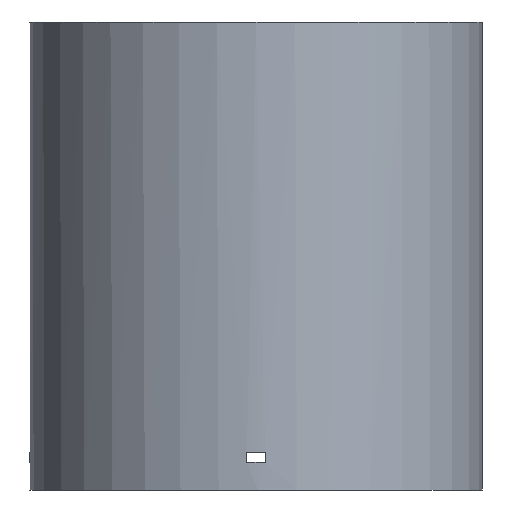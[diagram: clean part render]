
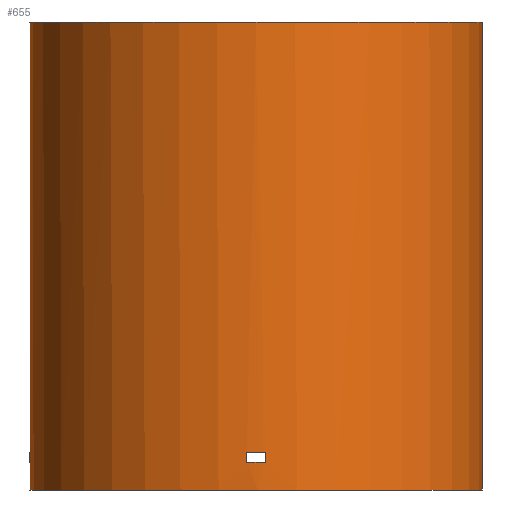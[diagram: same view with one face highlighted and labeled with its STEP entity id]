
A CAD part, front view. The second image highlights one B-rep face of the part: STEP entity #655.
In plain terms, the highlighted cylindrical face has radius 90 mm (diameter 180 mm), a full revolution.
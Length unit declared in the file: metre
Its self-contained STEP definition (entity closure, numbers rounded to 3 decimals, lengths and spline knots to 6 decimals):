
#13=LINE('',#1043,#53);
#14=LINE('',#1048,#54);
#15=LINE('',#1051,#55);
#16=LINE('',#1056,#56);
#17=LINE('',#1059,#57);
#18=LINE('',#1064,#58);
#19=LINE('',#1067,#59);
#20=LINE('',#1072,#60);
#21=LINE('',#1078,#61);
#22=LINE('',#1082,#62);
#53=VECTOR('',#853,1.);
#54=VECTOR('',#856,1.);
#55=VECTOR('',#859,1.);
#56=VECTOR('',#862,1.);
#57=VECTOR('',#865,1.);
#58=VECTOR('',#868,1.);
#59=VECTOR('',#871,1.);
#60=VECTOR('',#874,1.);
#61=VECTOR('',#879,1.);
#62=VECTOR('',#882,1.);
#148=ORIENTED_EDGE('',*,*,#307,.F.);
#149=ORIENTED_EDGE('',*,*,#308,.F.);
#150=ORIENTED_EDGE('',*,*,#309,.T.);
#151=ORIENTED_EDGE('',*,*,#310,.T.);
#152=ORIENTED_EDGE('',*,*,#311,.T.);
#153=ORIENTED_EDGE('',*,*,#312,.T.);
#154=ORIENTED_EDGE('',*,*,#313,.F.);
#155=ORIENTED_EDGE('',*,*,#314,.F.);
#156=ORIENTED_EDGE('',*,*,#315,.F.);
#157=ORIENTED_EDGE('',*,*,#316,.F.);
#158=ORIENTED_EDGE('',*,*,#317,.T.);
#159=ORIENTED_EDGE('',*,*,#318,.T.);
#160=ORIENTED_EDGE('',*,*,#319,.F.);
#161=ORIENTED_EDGE('',*,*,#320,.F.);
#162=ORIENTED_EDGE('',*,*,#321,.T.);
#163=ORIENTED_EDGE('',*,*,#322,.T.);
#164=ORIENTED_EDGE('',*,*,#323,.F.);
#165=ORIENTED_EDGE('',*,*,#324,.T.);
#166=ORIENTED_EDGE('',*,*,#325,.T.);
#167=ORIENTED_EDGE('',*,*,#326,.F.);
#168=ORIENTED_EDGE('',*,*,#293,.F.);
#293=EDGE_CURVE('',#376,#376,#439,.T.);
#307=EDGE_CURVE('',#390,#391,#13,.T.);
#308=EDGE_CURVE('',#392,#390,#453,.T.);
#309=EDGE_CURVE('',#392,#393,#14,.T.);
#310=EDGE_CURVE('',#393,#391,#454,.T.);
#311=EDGE_CURVE('',#394,#395,#15,.T.);
#312=EDGE_CURVE('',#395,#396,#455,.T.);
#313=EDGE_CURVE('',#397,#396,#16,.T.);
#314=EDGE_CURVE('',#394,#397,#456,.T.);
#315=EDGE_CURVE('',#398,#399,#17,.T.);
#316=EDGE_CURVE('',#400,#398,#457,.T.);
#317=EDGE_CURVE('',#400,#401,#18,.T.);
#318=EDGE_CURVE('',#401,#399,#458,.T.);
#319=EDGE_CURVE('',#402,#403,#19,.T.);
#320=EDGE_CURVE('',#404,#402,#459,.T.);
#321=EDGE_CURVE('',#404,#405,#20,.T.);
#322=EDGE_CURVE('',#405,#403,#460,.T.);
#323=EDGE_CURVE('',#406,#407,#461,.T.);
#324=EDGE_CURVE('',#406,#408,#21,.T.);
#325=EDGE_CURVE('',#408,#409,#462,.T.);
#326=EDGE_CURVE('',#407,#409,#22,.T.);
#376=VERTEX_POINT('',#1006);
#390=VERTEX_POINT('',#1044);
#391=VERTEX_POINT('',#1045);
#392=VERTEX_POINT('',#1047);
#393=VERTEX_POINT('',#1049);
#394=VERTEX_POINT('',#1052);
#395=VERTEX_POINT('',#1053);
#396=VERTEX_POINT('',#1055);
#397=VERTEX_POINT('',#1057);
#398=VERTEX_POINT('',#1060);
#399=VERTEX_POINT('',#1061);
#400=VERTEX_POINT('',#1063);
#401=VERTEX_POINT('',#1065);
#402=VERTEX_POINT('',#1068);
#403=VERTEX_POINT('',#1069);
#404=VERTEX_POINT('',#1071);
#405=VERTEX_POINT('',#1073);
#406=VERTEX_POINT('',#1076);
#407=VERTEX_POINT('',#1077);
#408=VERTEX_POINT('',#1079);
#409=VERTEX_POINT('',#1081);
#439=CIRCLE('',#706,0.09);
#453=CIRCLE('',#730,0.09);
#454=CIRCLE('',#731,0.09);
#455=CIRCLE('',#732,0.09);
#456=CIRCLE('',#733,0.09);
#457=CIRCLE('',#734,0.09);
#458=CIRCLE('',#735,0.09);
#459=CIRCLE('',#736,0.09);
#460=CIRCLE('',#737,0.09);
#461=CIRCLE('',#738,0.09);
#462=CIRCLE('',#739,0.09);
#503=EDGE_LOOP('',(#148,#149,#150,#151));
#504=EDGE_LOOP('',(#152,#153,#154,#155));
#505=EDGE_LOOP('',(#156,#157,#158,#159));
#506=EDGE_LOOP('',(#160,#161,#162,#163));
#507=EDGE_LOOP('',(#164,#165,#166,#167));
#508=EDGE_LOOP('',(#168));
#579=FACE_BOUND('',#503,.T.);
#580=FACE_BOUND('',#504,.T.);
#581=FACE_BOUND('',#505,.T.);
#582=FACE_BOUND('',#506,.T.);
#583=FACE_BOUND('',#507,.T.);
#584=FACE_BOUND('',#508,.T.);
#637=CYLINDRICAL_SURFACE('',#729,0.09);
#655=ADVANCED_FACE('',(#579,#580,#581,#582,#583,#584),#637,.T.);
#706=AXIS2_PLACEMENT_3D('',#1005,#805,#806);
#729=AXIS2_PLACEMENT_3D('',#1042,#851,#852);
#730=AXIS2_PLACEMENT_3D('',#1046,#854,#855);
#731=AXIS2_PLACEMENT_3D('',#1050,#857,#858);
#732=AXIS2_PLACEMENT_3D('',#1054,#860,#861);
#733=AXIS2_PLACEMENT_3D('',#1058,#863,#864);
#734=AXIS2_PLACEMENT_3D('',#1062,#866,#867);
#735=AXIS2_PLACEMENT_3D('',#1066,#869,#870);
#736=AXIS2_PLACEMENT_3D('',#1070,#872,#873);
#737=AXIS2_PLACEMENT_3D('',#1074,#875,#876);
#738=AXIS2_PLACEMENT_3D('',#1075,#877,#878);
#739=AXIS2_PLACEMENT_3D('',#1080,#880,#881);
#805=DIRECTION('',(0.,0.,1.));
#806=DIRECTION('',(1.,0.,0.));
#851=DIRECTION('',(0.,0.,-1.));
#852=DIRECTION('',(1.,0.,0.));
#853=DIRECTION('',(0.,0.,-1.));
#854=DIRECTION('',(0.,0.,-1.));
#855=DIRECTION('',(1.,0.,0.));
#856=DIRECTION('',(0.,0.,-1.));
#857=DIRECTION('',(0.,0.,-1.));
#858=DIRECTION('',(1.,0.,0.));
#859=DIRECTION('',(0.,0.,-1.));
#860=DIRECTION('',(0.,0.,1.));
#861=DIRECTION('',(1.,0.,0.));
#862=DIRECTION('',(0.,0.,-1.));
#863=DIRECTION('',(0.,0.,-1.));
#864=DIRECTION('',(1.,0.,0.));
#865=DIRECTION('',(0.,0.,-1.));
#866=DIRECTION('',(0.,0.,-1.));
#867=DIRECTION('',(1.,0.,0.));
#868=DIRECTION('',(0.,0.,-1.));
#869=DIRECTION('',(0.,0.,-1.));
#870=DIRECTION('',(1.,0.,0.));
#871=DIRECTION('',(0.,0.,-1.));
#872=DIRECTION('',(0.,0.,-1.));
#873=DIRECTION('',(1.,0.,0.));
#874=DIRECTION('',(0.,0.,-1.));
#875=DIRECTION('',(0.,0.,-1.));
#876=DIRECTION('',(1.,0.,0.));
#877=DIRECTION('',(0.,0.,-1.));
#878=DIRECTION('',(1.,0.,0.));
#879=DIRECTION('',(0.,0.,-1.));
#880=DIRECTION('',(0.,0.,-1.));
#881=DIRECTION('',(1.,0.,0.));
#882=DIRECTION('',(0.,0.,-1.));
#1005=CARTESIAN_POINT('',(0.,0.,0.186));
#1006=CARTESIAN_POINT('',(0.09,0.,0.186));
#1042=CARTESIAN_POINT('',(0.,0.,0.));
#1043=CARTESIAN_POINT('',(0.089928,-0.0036,0.));
#1044=CARTESIAN_POINT('',(0.089928,-0.0036,0.015));
#1045=CARTESIAN_POINT('',(0.089928,-0.0036,0.011));
#1046=CARTESIAN_POINT('',(0.,0.,0.015));
#1047=CARTESIAN_POINT('',(0.089928,0.0036,0.015));
#1048=CARTESIAN_POINT('',(0.089928,0.0036,0.));
#1049=CARTESIAN_POINT('',(0.089928,0.0036,0.011));
#1050=CARTESIAN_POINT('',(0.,0.,0.011));
#1051=CARTESIAN_POINT('',(0.028725,0.085293,0.));
#1052=CARTESIAN_POINT('',(0.028725,0.085293,0.014));
#1053=CARTESIAN_POINT('',(0.028725,0.085293,0.));
#1054=CARTESIAN_POINT('',(0.,0.,0.));
#1055=CARTESIAN_POINT('',(0.085293,0.028725,0.));
#1056=CARTESIAN_POINT('',(0.085293,0.028725,0.));
#1057=CARTESIAN_POINT('',(0.085293,0.028725,0.014));
#1058=CARTESIAN_POINT('',(0.,0.,0.014));
#1059=CARTESIAN_POINT('',(-0.0036,-0.089928,0.));
#1060=CARTESIAN_POINT('',(-0.0036,-0.089928,0.015));
#1061=CARTESIAN_POINT('',(-0.0036,-0.089928,0.011));
#1062=CARTESIAN_POINT('',(0.,0.,0.015));
#1063=CARTESIAN_POINT('',(0.0036,-0.089928,0.015));
#1064=CARTESIAN_POINT('',(0.0036,-0.089928,0.));
#1065=CARTESIAN_POINT('',(0.0036,-0.089928,0.011));
#1066=CARTESIAN_POINT('',(0.,0.,0.011));
#1067=CARTESIAN_POINT('',(-0.089928,0.0036,0.));
#1068=CARTESIAN_POINT('',(-0.089928,0.0036,0.015));
#1069=CARTESIAN_POINT('',(-0.089928,0.0036,0.011));
#1070=CARTESIAN_POINT('',(0.,0.,0.015));
#1071=CARTESIAN_POINT('',(-0.089928,-0.0036,0.015));
#1072=CARTESIAN_POINT('',(-0.089928,-0.0036,0.));
#1073=CARTESIAN_POINT('',(-0.089928,-0.0036,0.011));
#1074=CARTESIAN_POINT('',(0.,0.,0.011));
#1075=CARTESIAN_POINT('',(0.,0.,0.015));
#1076=CARTESIAN_POINT('',(-0.0036,0.089928,0.015));
#1077=CARTESIAN_POINT('',(0.0036,0.089928,0.015));
#1078=CARTESIAN_POINT('',(-0.0036,0.089928,0.));
#1079=CARTESIAN_POINT('',(-0.0036,0.089928,0.011));
#1080=CARTESIAN_POINT('',(0.,0.,0.011));
#1081=CARTESIAN_POINT('',(0.0036,0.089928,0.011));
#1082=CARTESIAN_POINT('',(0.0036,0.089928,0.));
